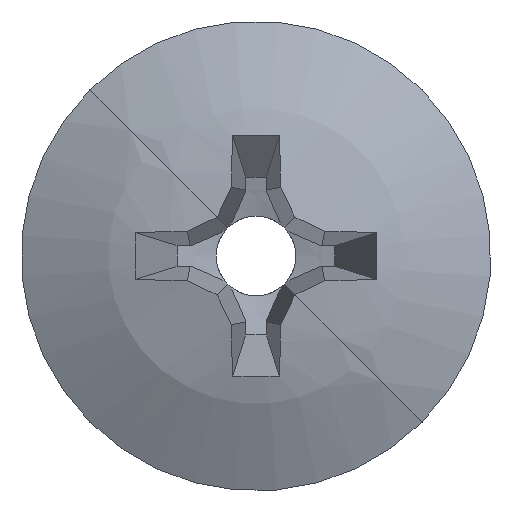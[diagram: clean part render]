
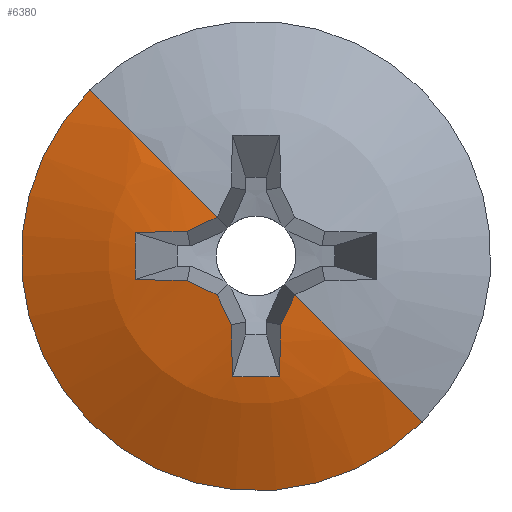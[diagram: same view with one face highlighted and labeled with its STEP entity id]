
A CAD part, left-side view. The second image highlights one B-rep face of the part: STEP entity #6380.
In plain terms, the highlighted spherical face has radius 5.452 mm.
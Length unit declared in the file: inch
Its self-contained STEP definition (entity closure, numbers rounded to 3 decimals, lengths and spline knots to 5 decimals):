
#2773=CARTESIAN_POINT('',(0.14257,0.01131,
0.01131));
#2774=DIRECTION('',(-0.128,0.701,0.701));
#2775=DIRECTION('',(-0.959,0.092,-0.268));
#2776=AXIS2_PLACEMENT_3D('',#2773,#2774,#2775);
#2778=CARTESIAN_POINT('',(-0.06856,0.,-0.02484));
#2779=CARTESIAN_POINT('',(-0.06849,0.00152,
-0.02539));
#2780=CARTESIAN_POINT('',(-0.06833,0.00455,
-0.02647));
#2781=CARTESIAN_POINT('',(-0.06799,0.00898,
-0.02804));
#2782=CARTESIAN_POINT('',(-0.06766,0.01228,
-0.02919));
#2783=CARTESIAN_POINT('',(-0.06746,0.01399,
-0.02979));
#2785=CARTESIAN_POINT('',(-0.06746,-0.01399,
-0.02979));
#2786=CARTESIAN_POINT('',(-0.06766,-0.01227,
-0.02919));
#2787=CARTESIAN_POINT('',(-0.06799,-0.00896,
-0.02803));
#2788=CARTESIAN_POINT('',(-0.06833,-0.00451,
-0.02645));
#2789=CARTESIAN_POINT('',(-0.06849,-0.0015,
-0.02538));
#2790=CARTESIAN_POINT('',(-0.06856,0.,-0.02484));
#2792=CARTESIAN_POINT('',(0.14257,-0.01131,
0.01131));
#2793=DIRECTION('',(-0.128,-0.701,0.701));
#2794=DIRECTION('',(-0.981,-0.012,-0.192));
#2795=AXIS2_PLACEMENT_3D('',#2792,#2793,#2794);
#2797=CARTESIAN_POINT('',(0.13324,0.01932,
0.01932));
#2798=DIRECTION('',(-0.385,0.653,0.653));
#2799=DIRECTION('',(-0.922,-0.237,-0.307));
#2800=AXIS2_PLACEMENT_3D('',#2797,#2798,#2799);
#2802=CARTESIAN_POINT('',(0.14257,0.01131,
-0.01131));
#2803=DIRECTION('',(-0.128,0.701,-0.701));
#2804=DIRECTION('',(-0.959,-0.268,-0.092));
#2805=AXIS2_PLACEMENT_3D('',#2802,#2803,#2804);
#2807=CARTESIAN_POINT('',(-0.06856,-0.02484,0.));
#2808=CARTESIAN_POINT('',(-0.0685,-0.02536,
-0.00144));
#2809=CARTESIAN_POINT('',(-0.06834,-0.02639,
-0.00434));
#2810=CARTESIAN_POINT('',(-0.06799,-0.02805,
-0.00903));
#2811=CARTESIAN_POINT('',(-0.06766,-0.0292,
-0.0123));
#2812=CARTESIAN_POINT('',(-0.06746,-0.02979,
-0.01399));
#2814=CARTESIAN_POINT('',(0.14464,0.,0.));
#2815=DIRECTION('',(0.,0.,-1.));
#2816=DIRECTION('',(-0.87,-0.494,0.));
#2817=AXIS2_PLACEMENT_3D('',#2814,#2815,#2816);
#2819=CARTESIAN_POINT('',(-0.042,0.,0.));
#2820=DIRECTION('',(-1.,0.,0.));
#2821=DIRECTION('',(0.,1.,0.));
#2822=AXIS2_PLACEMENT_3D('',#2819,#2820,#2821);
#2824=CARTESIAN_POINT('',(0.14464,0.,0.));
#2825=DIRECTION('',(0.,0.,1.));
#2826=DIRECTION('',(-0.87,0.494,0.));
#2827=AXIS2_PLACEMENT_3D('',#2824,#2825,#2826);
#2829=CARTESIAN_POINT('',(-0.06746,0.02979,
-0.01399));
#2830=CARTESIAN_POINT('',(-0.06766,0.0292,
-0.0123));
#2831=CARTESIAN_POINT('',(-0.06799,0.02805,
-0.00903));
#2832=CARTESIAN_POINT('',(-0.06834,0.0264,
-0.00434));
#2833=CARTESIAN_POINT('',(-0.0685,0.02536,
-0.00144));
#2834=CARTESIAN_POINT('',(-0.06856,0.02484,0.));
#2836=CARTESIAN_POINT('',(0.14257,-0.01131,
-0.01131));
#2837=DIRECTION('',(0.128,0.701,0.701));
#2838=DIRECTION('',(-0.959,0.268,-0.092));
#2839=AXIS2_PLACEMENT_3D('',#2836,#2837,#2838);
#2841=CARTESIAN_POINT('',(0.13324,-0.01932,
0.01932));
#2842=DIRECTION('',(0.385,0.653,-0.653));
#2843=DIRECTION('',(-0.922,0.237,-0.307));
#2844=AXIS2_PLACEMENT_3D('',#2841,#2842,#2843);
#2960=CARTESIAN_POINT('',(-0.06856,-0.02484,0.));
#3006=CARTESIAN_POINT('',(-0.06856,0.02484,0.));
#3258=CARTESIAN_POINT('',(-0.042,0.106,0.));
#3260=VERTEX_POINT('',#3258);
#3262=CARTESIAN_POINT('',(-0.042,-0.106,0.));
#3264=VERTEX_POINT('',#3262);
#3346=VERTEX_POINT('',#2960);
#3361=VERTEX_POINT('',#3006);
#3362=CARTESIAN_POINT('',(-0.06271,0.03104,
-0.04597));
#3363=CARTESIAN_POINT('',(-0.06746,0.01399,
-0.02979));
#3364=VERTEX_POINT('',#3362);
#3365=VERTEX_POINT('',#3363);
#3366=VERTEX_POINT('',#2778);
#3367=VERTEX_POINT('',#2785);
#3368=CARTESIAN_POINT('',(-0.06271,-0.03104,
-0.04597));
#3369=VERTEX_POINT('',#3368);
#3370=CARTESIAN_POINT('',(-0.06271,-0.04597,
-0.03104));
#3371=VERTEX_POINT('',#3370);
#3372=CARTESIAN_POINT('',(-0.06746,-0.02979,
-0.01399));
#3373=VERTEX_POINT('',#3372);
#3374=VERTEX_POINT('',#2829);
#3375=CARTESIAN_POINT('',(-0.06271,0.04597,
-0.03104));
#3376=VERTEX_POINT('',#3375);
#6348=CARTESIAN_POINT('',(0.14464,0.,0.));
#6349=DIRECTION('',(1.,0.,0.));
#6350=DIRECTION('',(0.,-1.,0.));
#6351=AXIS2_PLACEMENT_3D('',#6348,#6349,#6350);
#6352=SPHERICAL_SURFACE('',#6351,0.21464);
#6354=ORIENTED_EDGE('',*,*,#6353,.T.);
#6356=ORIENTED_EDGE('',*,*,#6355,.F.);
#6358=ORIENTED_EDGE('',*,*,#6357,.F.);
#6360=ORIENTED_EDGE('',*,*,#6359,.T.);
#6362=ORIENTED_EDGE('',*,*,#6361,.T.);
#6364=ORIENTED_EDGE('',*,*,#6363,.T.);
#6366=ORIENTED_EDGE('',*,*,#6365,.F.);
#6368=ORIENTED_EDGE('',*,*,#6367,.F.);
#6369=ORIENTED_EDGE('',*,*,#6341,.F.);
#6371=ORIENTED_EDGE('',*,*,#6370,.T.);
#6373=ORIENTED_EDGE('',*,*,#6372,.F.);
#6375=ORIENTED_EDGE('',*,*,#6374,.F.);
#6377=ORIENTED_EDGE('',*,*,#6376,.F.);
#6378=EDGE_LOOP('',(#6354,#6356,#6358,#6360,#6362,#6364,#6366,#6368,#6369,#6371,
#6373,#6375,#6377));
#6379=FACE_OUTER_BOUND('',#6378,.F.);
#2777=CIRCLE('',#2776,0.21404);
#2784=B_SPLINE_CURVE_WITH_KNOTS('',3,(#2778,#2779,#2780,#2781,#2782,#2783),
.UNSPECIFIED.,.F.,.F.,(4,1,1,4),(0.,0.33333,0.66667,1.),
.UNSPECIFIED.);
#2791=B_SPLINE_CURVE_WITH_KNOTS('',3,(#2785,#2786,#2787,#2788,#2789,#2790),
.UNSPECIFIED.,.F.,.F.,(4,1,1,4),(0.,0.33333,0.66667,1.),
.UNSPECIFIED.);
#2796=CIRCLE('',#2795,0.21404);
#2801=CIRCLE('',#2800,0.21259);
#2806=CIRCLE('',#2805,0.21404);
#2813=B_SPLINE_CURVE_WITH_KNOTS('',3,(#2807,#2808,#2809,#2810,#2811,#2812),
.UNSPECIFIED.,.F.,.F.,(4,1,1,4),(0.,0.33333,0.66667,1.),
.UNSPECIFIED.);
#2818=CIRCLE('',#2817,0.21464);
#2823=CIRCLE('',#2822,0.106);
#2828=CIRCLE('',#2827,0.21464);
#2835=B_SPLINE_CURVE_WITH_KNOTS('',3,(#2829,#2830,#2831,#2832,#2833,#2834),
.UNSPECIFIED.,.F.,.F.,(4,1,1,4),(0.,0.33333,0.66667,1.),
.UNSPECIFIED.);
#2840=CIRCLE('',#2839,0.21404);
#2845=CIRCLE('',#2844,0.21259);
#6341=EDGE_CURVE('',#3260,#3264,#2823,.T.);
#6353=EDGE_CURVE('',#3364,#3365,#2777,.T.);
#6355=EDGE_CURVE('',#3366,#3365,#2784,.T.);
#6357=EDGE_CURVE('',#3367,#3366,#2791,.T.);
#6359=EDGE_CURVE('',#3367,#3369,#2796,.T.);
#6361=EDGE_CURVE('',#3369,#3371,#2801,.T.);
#6363=EDGE_CURVE('',#3371,#3373,#2806,.T.);
#6365=EDGE_CURVE('',#3346,#3373,#2813,.T.);
#6367=EDGE_CURVE('',#3264,#3346,#2818,.T.);
#6370=EDGE_CURVE('',#3260,#3361,#2828,.T.);
#6372=EDGE_CURVE('',#3374,#3361,#2835,.T.);
#6374=EDGE_CURVE('',#3376,#3374,#2840,.T.);
#6376=EDGE_CURVE('',#3364,#3376,#2845,.T.);
#6380=ADVANCED_FACE('',(#6379),#6352,.T.);
